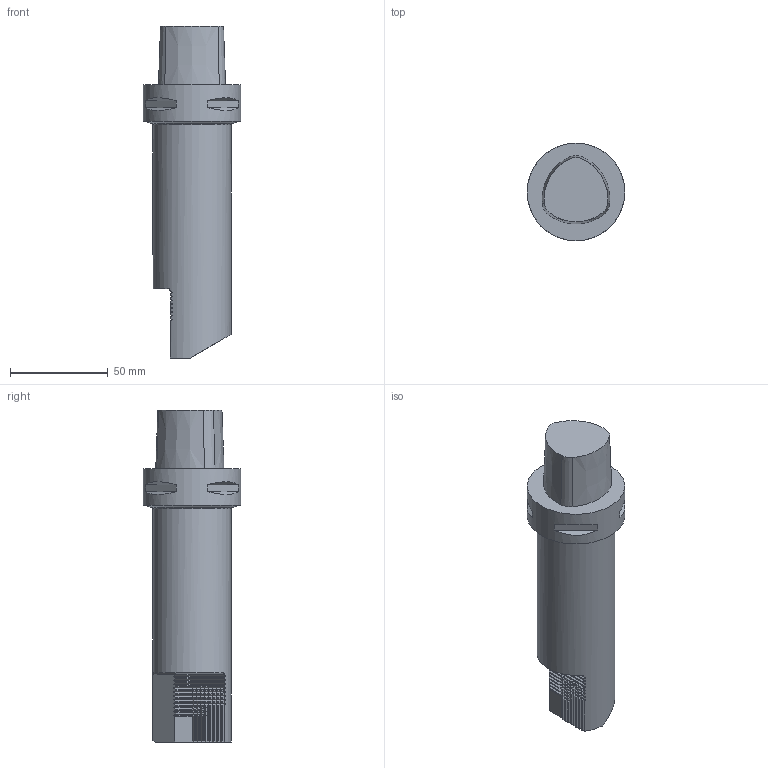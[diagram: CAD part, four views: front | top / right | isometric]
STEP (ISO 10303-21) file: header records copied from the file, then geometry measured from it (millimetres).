
FILE_DESCRIPTION(/* description */ (''),/* implementation_level */ '2;1');
FILE_NAME(/* name */ 'C5-FR-11140-V21.stp',/* time_stamp */ '2018-04-11T16:02:26+06:00',/* author */ (''),/* organization */ (''),/* preprocessor_version */ 'ST-DEVELOPER v16',/* originating_system */ 'SIEMENS PLM Software NX 11.0',/* authorisation */ '');
FILE_SCHEMA (('AUTOMOTIVE_DESIGN { 1 0 10303 214 3 1 1 1 }'));
Length unit declared in the file: millimetre
Products named in the file (1): inpu16D2it98
Bounding box: 50 x 50 x 170 mm (x, y, z)
Volume: 202149.5 mm3; surface area: 26790.9 mm2
Topology: 2 solids, 2 shells, 348 faces, 973 edges, 652 vertices
Faces by surface type: plane 228, cone 79, cylinder 40, torus 1
Full cylindrical faces by diameter (mm): 40 x1, 50 x1
Entity records: 11485 total; most frequent: CARTESIAN_POINT 2794, ORIENTED_EDGE 1934, DIRECTION 1567, EDGE_CURVE 967, VERTEX_POINT 650, LINE 631, VECTOR 631, AXIS2_PLACEMENT_3D 468
